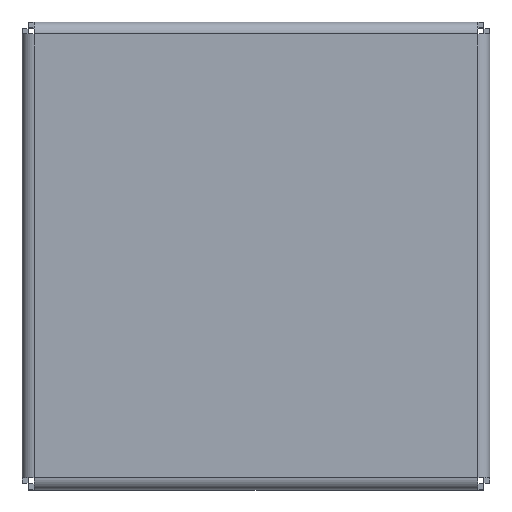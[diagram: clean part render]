
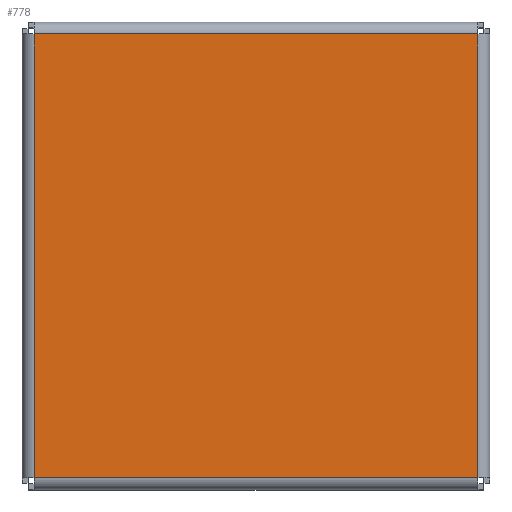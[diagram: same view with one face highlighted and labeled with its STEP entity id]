
A CAD part, top view. The second image highlights one B-rep face of the part: STEP entity #778.
In plain terms, the highlighted planar face has unit normal (0, 0, 1).
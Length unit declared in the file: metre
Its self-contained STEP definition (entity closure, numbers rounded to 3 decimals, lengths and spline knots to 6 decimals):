
#38=LINE('',#1205,#122);
#39=LINE('',#1208,#123);
#40=LINE('',#1210,#124);
#41=LINE('',#1212,#125);
#122=VECTOR('',#961,1.);
#123=VECTOR('',#962,1.);
#124=VECTOR('',#963,1.);
#125=VECTOR('',#964,1.);
#195=PLANE('',#849);
#263=ORIENTED_EDGE('',*,*,#464,.F.);
#264=ORIENTED_EDGE('',*,*,#465,.T.);
#265=ORIENTED_EDGE('',*,*,#466,.T.);
#266=ORIENTED_EDGE('',*,*,#467,.F.);
#464=EDGE_CURVE('',#566,#567,#38,.F.);
#465=EDGE_CURVE('',#566,#568,#39,.T.);
#466=EDGE_CURVE('',#568,#569,#40,.T.);
#467=EDGE_CURVE('',#567,#569,#41,.F.);
#566=VERTEX_POINT('',#1206);
#567=VERTEX_POINT('',#1207);
#568=VERTEX_POINT('',#1209);
#569=VERTEX_POINT('',#1211);
#650=EDGE_LOOP('',(#263,#264,#265,#266));
#712=FACE_BOUND('',#650,.T.);
#778=ADVANCED_FACE('',(#712),#195,.T.);
#849=AXIS2_PLACEMENT_3D('',#1204,#959,#960);
#959=DIRECTION('',(0.,0.,1.));
#960=DIRECTION('',(1.,0.,0.));
#961=DIRECTION('',(-1.,0.,0.));
#962=DIRECTION('',(0.,-1.,0.));
#963=DIRECTION('',(1.,0.,0.));
#964=DIRECTION('',(0.,1.,0.));
#1204=CARTESIAN_POINT('',(0.,0.,0.0024));
#1205=CARTESIAN_POINT('',(0.,0.0074,0.0024));
#1206=CARTESIAN_POINT('',(-0.0074,0.0074,0.0024));
#1207=CARTESIAN_POINT('',(0.0074,0.0074,0.0024));
#1208=CARTESIAN_POINT('',(-0.0074,0.,0.0024));
#1209=CARTESIAN_POINT('',(-0.0074,-0.0074,0.0024));
#1210=CARTESIAN_POINT('',(0.,-0.0074,0.0024));
#1211=CARTESIAN_POINT('',(0.0074,-0.0074,0.0024));
#1212=CARTESIAN_POINT('',(0.0074,0.,0.0024));
